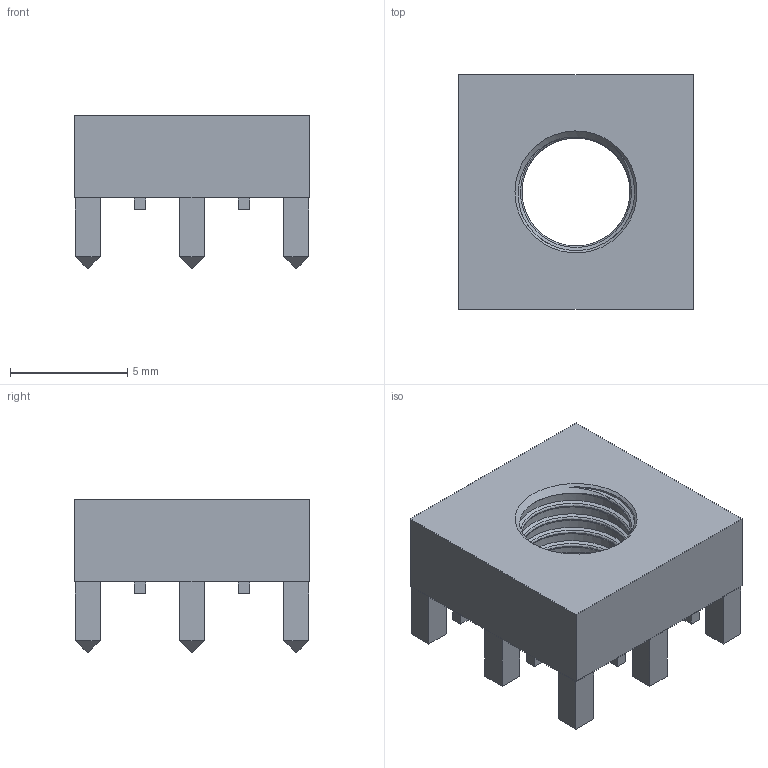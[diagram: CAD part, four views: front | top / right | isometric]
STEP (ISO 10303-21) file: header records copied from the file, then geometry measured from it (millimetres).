
FILE_DESCRIPTION(/* description */ ('Unknown'),/* implementation_level */ '2;1');
FILE_NAME(/* name */ 'MP_Wurth_WP-THRBU_74655095',/* time_stamp */ '2026-01-21T10:44:52+08:00',/* author */ ('Unknown'),/* organization */ ('Unknown'),/* preprocessor_version */ 'ST-DEVELOPER v19.4',/* originating_system */ 'Solid Edge',/* authorisation */ 'Unknown');
FILE_SCHEMA (('AUTOMOTIVE_DESIGN {1 0 10303 214 3 1 1}'));
Length unit declared in the file: millimetre
Products named in the file (1): MP_Wurth_WP-THRBU_74655095
Bounding box: 10 x 10 x 6.5 mm (x, y, z)
Volume: 310.8 mm3; surface area: 479.5 mm2
Topology: 1 solids, 1 shells, 181 faces, 463 edges, 298 vertices
Faces by surface type: plane 157, cylinder 10, cone 5, torus 5, bspline 4
Entity records: 8098 total; most frequent: CARTESIAN_POINT 3867, ORIENTED_EDGE 916, DIRECTION 758, EDGE_CURVE 458, LINE 376, VECTOR 376, VERTEX_POINT 295, EDGE_LOOP 203
